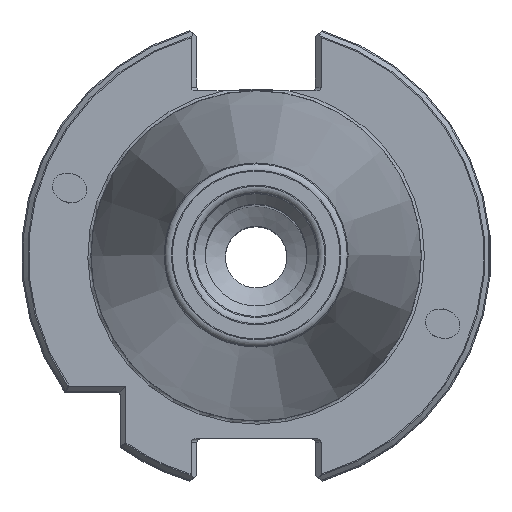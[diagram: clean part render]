
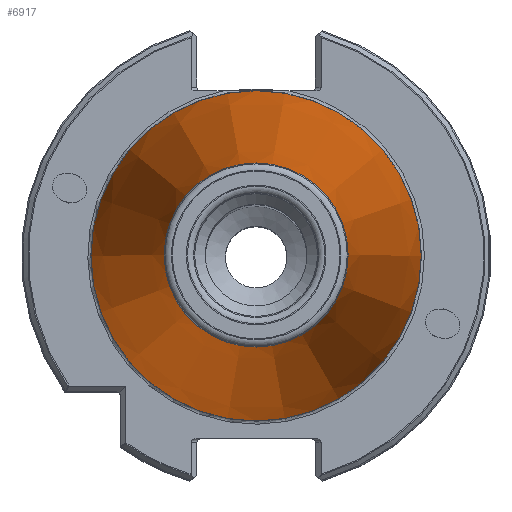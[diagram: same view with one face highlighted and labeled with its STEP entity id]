
A CAD part, top view. The second image highlights one B-rep face of the part: STEP entity #6917.
In plain terms, the highlighted conical face has half-angle 8.297 degrees and reference radius 12.393 mm.
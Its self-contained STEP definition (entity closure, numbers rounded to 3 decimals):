
#606=CONICAL_SURFACE('',#7440,12.393,0.145);
#882=CIRCLE('',#7420,12.518);
#892=CIRCLE('',#7441,22.492);
#1753=ORIENTED_EDGE('',*,*,#2615,.T.);
#1754=ORIENTED_EDGE('',*,*,#2645,.T.);
#2615=EDGE_CURVE('',#3174,#3174,#882,.F.);
#2645=EDGE_CURVE('',#3196,#3196,#892,.T.);
#3174=VERTEX_POINT('',#10247);
#3196=VERTEX_POINT('',#10390);
#3852=EDGE_LOOP('',(#1753));
#3853=EDGE_LOOP('',(#1754));
#4313=FACE_BOUND('',#3852,.T.);
#4314=FACE_BOUND('',#3853,.T.);
#6917=ADVANCED_FACE('',(#4313,#4314),#606,.T.);
#7420=AXIS2_PLACEMENT_3D('',#10246,#8524,#8525);
#7440=AXIS2_PLACEMENT_3D('',#10388,#8564,#8565);
#7441=AXIS2_PLACEMENT_3D('',#10389,#8566,#8567);
#8524=DIRECTION('',(0.,0.,1.));
#8525=DIRECTION('',(1.,0.,0.));
#8564=DIRECTION('',(0.,0.,-1.));
#8565=DIRECTION('',(-1.,0.,0.));
#8566=DIRECTION('',(0.,0.,1.));
#8567=DIRECTION('',(1.,0.,0.));
#10246=CARTESIAN_POINT('',(0.,0.,67.594));
#10247=CARTESIAN_POINT('',(12.518,0.,67.594));
#10388=CARTESIAN_POINT('',(0.,0.,68.45));
#10389=CARTESIAN_POINT('',(0.,0.,-0.8));
#10390=CARTESIAN_POINT('',(22.492,0.,-0.8));
